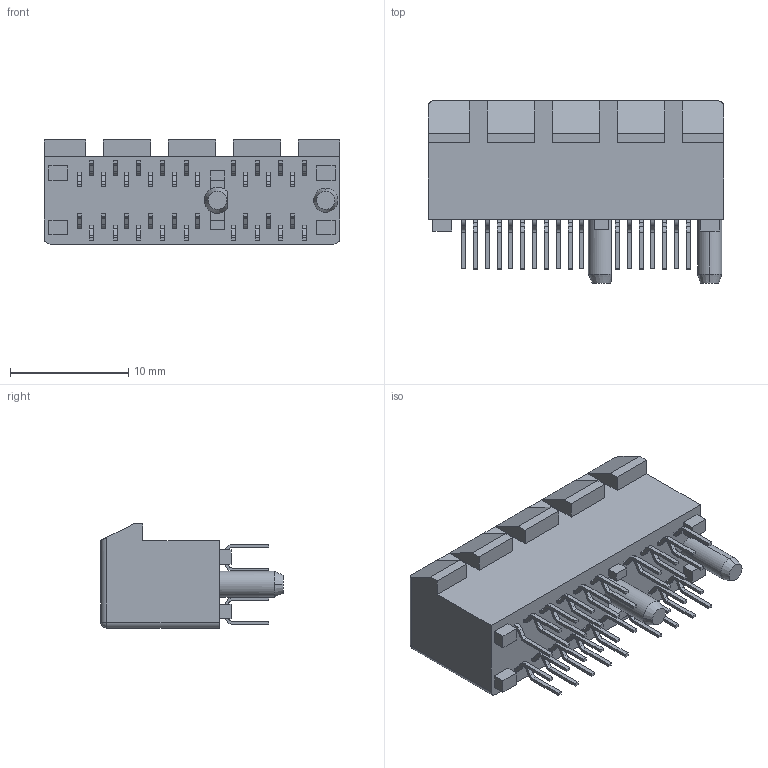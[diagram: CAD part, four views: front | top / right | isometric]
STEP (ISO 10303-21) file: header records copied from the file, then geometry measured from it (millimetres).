
FILE_DESCRIPTION((''),'2;1');
FILE_NAME('10018783-X0XXX_36P_PROE','2011-11-19T',('KAyyappa'),('FCI - ELX Division'),'PRO/ENGINEER BY PARAMETRIC TECHNOLOGY CORPORATION, 2009400','PRO/ENGINEER BY PARAMETRIC TECHNOLOGY CORPORATION, 2009400','');
FILE_SCHEMA(('CONFIG_CONTROL_DESIGN'));
Length unit declared in the file: millimetre
Products named in the file (1): 10018783-X0XXX_36P_PROE
Bounding box: 25 x 15.4 x 8.8 mm (x, y, z)
Volume: 1693.6 mm3; surface area: 1856.1 mm2
Topology: 1 solids, 1 shells, 640 faces, 1900 edges, 1306 vertices
Faces by surface type: plane 410, cylinder 224, cone 4, sphere 2
Entity records: 21939 total; most frequent: CARTESIAN_POINT 3882, ORIENTED_EDGE 3800, DIRECTION 3777, EDGE_CURVE 1900, VERTEX_POINT 1306, VECTOR 1295, LINE 1295, AXIS2_PLACEMENT_3D 1241
